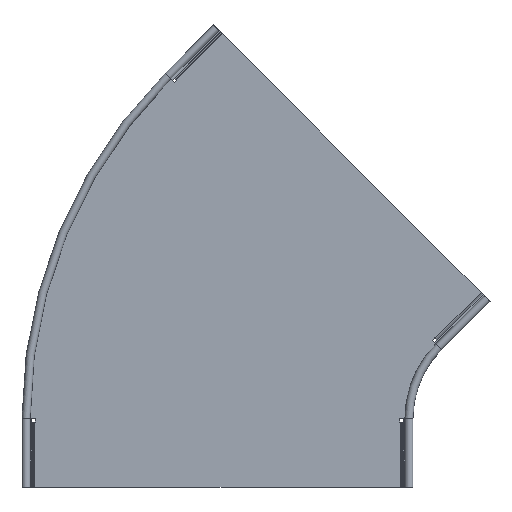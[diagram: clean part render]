
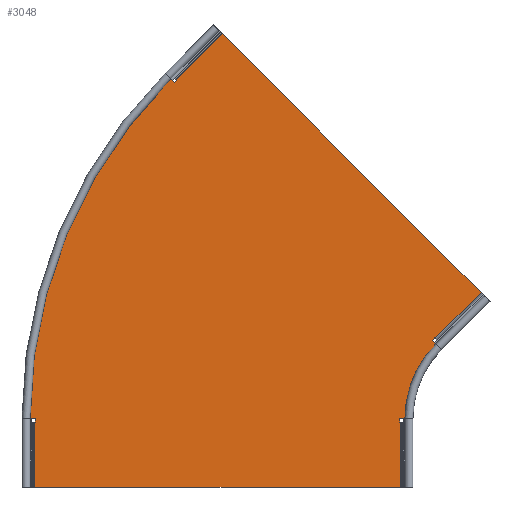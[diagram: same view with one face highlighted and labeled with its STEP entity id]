
A CAD part, top view. The second image highlights one B-rep face of the part: STEP entity #3048.
In plain terms, the highlighted planar face has unit normal (0, 0, 1).
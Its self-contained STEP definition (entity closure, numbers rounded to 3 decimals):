
#1953=DIRECTION('',(0.,1.,0.));
#1954=VECTOR('',#1953,100.);
#1955=CARTESIAN_POINT('',(280.55,0.,0.));
#1956=LINE('',#1955,#1954);
#1961=DIRECTION('',(-1.,0.,0.));
#1962=VECTOR('',#1961,1.051);
#1963=CARTESIAN_POINT('',(-279.499,100.,0.));
#1964=LINE('',#1963,#1962);
#1965=DIRECTION('',(0.,-1.,0.));
#1966=VECTOR('',#1965,5.);
#1967=CARTESIAN_POINT('',(-279.499,105.,0.));
#1968=LINE('',#1967,#1966);
#1969=CARTESIAN_POINT('',(450.,105.,0.));
#1970=DIRECTION('',(0.,0.,1.));
#1971=DIRECTION('',(-0.707,0.707,0.));
#1972=AXIS2_PLACEMENT_3D('',#1969,#1970,#1971);
#1974=DIRECTION('',(-0.707,0.707,0.));
#1975=VECTOR('',#1974,18.001);
#1976=CARTESIAN_POINT('',(-65.834,620.834,0.));
#1977=LINE('',#1976,#1975);
#1978=DIRECTION('',(-0.707,-0.707,0.));
#1979=VECTOR('',#1978,5.);
#1980=CARTESIAN_POINT('',(-62.298,624.369,0.));
#1981=LINE('',#1980,#1979);
#1982=DIRECTION('',(0.707,-0.707,0.));
#1983=VECTOR('',#1982,1.051);
#1984=CARTESIAN_POINT('',(-63.041,625.112,0.));
#1985=LINE('',#1984,#1983);
#1986=DIRECTION('',(-0.707,0.707,0.));
#1987=VECTOR('',#1986,561.1);
#1988=CARTESIAN_POINT('',(404.427,299.065,0.));
#1989=LINE('',#1988,#1987);
#1990=DIRECTION('',(0.707,-0.707,0.));
#1991=VECTOR('',#1990,1.051);
#1992=CARTESIAN_POINT('',(332.973,229.098,0.));
#1993=LINE('',#1992,#1991);
#1994=DIRECTION('',(0.707,0.707,0.));
#1995=VECTOR('',#1994,5.);
#1996=CARTESIAN_POINT('',(329.437,225.563,0.));
#1997=LINE('',#1996,#1995);
#1998=DIRECTION('',(-0.707,0.707,0.));
#1999=VECTOR('',#1998,18.001);
#2000=CARTESIAN_POINT('',(342.166,212.834,0.));
#2001=LINE('',#2000,#1999);
#2002=CARTESIAN_POINT('',(450.,105.,0.));
#2003=DIRECTION('',(0.,0.,-1.));
#2004=DIRECTION('',(-1.,0.,0.));
#2005=AXIS2_PLACEMENT_3D('',#2002,#2003,#2004);
#2007=DIRECTION('',(0.,1.,0.));
#2008=VECTOR('',#2007,5.);
#2009=CARTESIAN_POINT('',(279.499,100.,0.));
#2010=LINE('',#2009,#2008);
#2011=DIRECTION('',(-1.,0.,0.));
#2012=VECTOR('',#2011,1.051);
#2013=CARTESIAN_POINT('',(280.55,100.,0.));
#2014=LINE('',#2013,#2012);
#2015=DIRECTION('',(-1.,0.,0.));
#2016=VECTOR('',#2015,561.1);
#2017=CARTESIAN_POINT('',(280.55,0.,0.));
#2018=LINE('',#2017,#2016);
#2207=DIRECTION('',(-1.,0.,0.));
#2208=VECTOR('',#2207,18.001);
#2209=CARTESIAN_POINT('',(297.5,105.,0.));
#2210=LINE('',#2209,#2208);
#2245=DIRECTION('',(0.707,0.707,0.));
#2246=VECTOR('',#2245,100.);
#2247=CARTESIAN_POINT('',(333.716,228.355,0.));
#2248=LINE('',#2247,#2246);
#2289=DIRECTION('',(-0.707,-0.707,0.));
#2290=VECTOR('',#2289,100.);
#2291=CARTESIAN_POINT('',(7.669,695.823,0.));
#2292=LINE('',#2291,#2290);
#2331=DIRECTION('',(-1.,0.,0.));
#2332=VECTOR('',#2331,18.001);
#2333=CARTESIAN_POINT('',(-279.499,105.,0.));
#2334=LINE('',#2333,#2332);
#2369=DIRECTION('',(0.,-1.,0.));
#2370=VECTOR('',#2369,100.);
#2371=CARTESIAN_POINT('',(-280.55,100.,0.));
#2372=LINE('',#2371,#2370);
#2763=CARTESIAN_POINT('',(-65.834,620.834,0.));
#2764=CARTESIAN_POINT('',(-78.562,633.562,0.));
#2765=VERTEX_POINT('',#2763);
#2766=VERTEX_POINT('',#2764);
#2767=CARTESIAN_POINT('',(-297.5,105.,0.));
#2768=VERTEX_POINT('',#2767);
#2769=CARTESIAN_POINT('',(-279.499,105.,0.));
#2770=VERTEX_POINT('',#2769);
#2771=CARTESIAN_POINT('',(-279.499,100.,0.));
#2772=VERTEX_POINT('',#2771);
#2773=CARTESIAN_POINT('',(-280.55,100.,0.));
#2774=VERTEX_POINT('',#2773);
#2775=CARTESIAN_POINT('',(280.55,0.,0.));
#2776=CARTESIAN_POINT('',(-280.55,0.,0.));
#2777=VERTEX_POINT('',#2775);
#2778=VERTEX_POINT('',#2776);
#2779=CARTESIAN_POINT('',(280.55,100.,0.));
#2780=CARTESIAN_POINT('',(279.499,100.,0.));
#2781=VERTEX_POINT('',#2779);
#2782=VERTEX_POINT('',#2780);
#2783=CARTESIAN_POINT('',(279.499,105.,0.));
#2784=VERTEX_POINT('',#2783);
#2785=CARTESIAN_POINT('',(297.5,105.,0.));
#2786=VERTEX_POINT('',#2785);
#2787=CARTESIAN_POINT('',(342.166,212.834,0.));
#2788=VERTEX_POINT('',#2787);
#2789=CARTESIAN_POINT('',(329.437,225.563,0.));
#2790=VERTEX_POINT('',#2789);
#2791=CARTESIAN_POINT('',(332.973,229.098,0.));
#2792=VERTEX_POINT('',#2791);
#2793=CARTESIAN_POINT('',(333.716,228.355,0.));
#2794=VERTEX_POINT('',#2793);
#2795=CARTESIAN_POINT('',(404.427,299.065,0.));
#2796=CARTESIAN_POINT('',(7.669,695.823,0.));
#2797=VERTEX_POINT('',#2795);
#2798=VERTEX_POINT('',#2796);
#2799=CARTESIAN_POINT('',(-63.041,625.112,0.));
#2800=CARTESIAN_POINT('',(-62.298,624.369,0.));
#2801=VERTEX_POINT('',#2799);
#2802=VERTEX_POINT('',#2800);
#3002=CARTESIAN_POINT('',(450.,105.,0.));
#3003=DIRECTION('',(0.,0.,-1.));
#3004=DIRECTION('',(-1.,0.,0.));
#3005=AXIS2_PLACEMENT_3D('',#3002,#3003,#3004);
#3006=PLANE('',#3005);
#3007=ORIENTED_EDGE('',*,*,#2993,.F.);
#3009=ORIENTED_EDGE('',*,*,#3008,.T.);
#3011=ORIENTED_EDGE('',*,*,#3010,.F.);
#3013=ORIENTED_EDGE('',*,*,#3012,.F.);
#3015=ORIENTED_EDGE('',*,*,#3014,.F.);
#3017=ORIENTED_EDGE('',*,*,#3016,.T.);
#3019=ORIENTED_EDGE('',*,*,#3018,.F.);
#3021=ORIENTED_EDGE('',*,*,#3020,.F.);
#3023=ORIENTED_EDGE('',*,*,#3022,.F.);
#3025=ORIENTED_EDGE('',*,*,#3024,.F.);
#3027=ORIENTED_EDGE('',*,*,#3026,.F.);
#3029=ORIENTED_EDGE('',*,*,#3028,.F.);
#3031=ORIENTED_EDGE('',*,*,#3030,.F.);
#3033=ORIENTED_EDGE('',*,*,#3032,.F.);
#3035=ORIENTED_EDGE('',*,*,#3034,.F.);
#3037=ORIENTED_EDGE('',*,*,#3036,.F.);
#3039=ORIENTED_EDGE('',*,*,#3038,.F.);
#3041=ORIENTED_EDGE('',*,*,#3040,.T.);
#3043=ORIENTED_EDGE('',*,*,#3042,.F.);
#3045=ORIENTED_EDGE('',*,*,#3044,.F.);
#3046=EDGE_LOOP('',(#3007,#3009,#3011,#3013,#3015,#3017,#3019,#3021,#3023,#3025,
#3027,#3029,#3031,#3033,#3035,#3037,#3039,#3041,#3043,#3045));
#3047=FACE_OUTER_BOUND('',#3046,.F.);
#3048=ADVANCED_FACE('',(#3047),#3006,.F.);
#1973=CIRCLE('',#1972,747.5);
#2006=CIRCLE('',#2005,152.5);
#2993=EDGE_CURVE('',#2777,#2781,#1956,.T.);
#3008=EDGE_CURVE('',#2777,#2778,#2018,.T.);
#3010=EDGE_CURVE('',#2774,#2778,#2372,.T.);
#3012=EDGE_CURVE('',#2772,#2774,#1964,.T.);
#3014=EDGE_CURVE('',#2770,#2772,#1968,.T.);
#3016=EDGE_CURVE('',#2770,#2768,#2334,.T.);
#3018=EDGE_CURVE('',#2766,#2768,#1973,.T.);
#3020=EDGE_CURVE('',#2765,#2766,#1977,.T.);
#3022=EDGE_CURVE('',#2802,#2765,#1981,.T.);
#3024=EDGE_CURVE('',#2801,#2802,#1985,.T.);
#3026=EDGE_CURVE('',#2798,#2801,#2292,.T.);
#3028=EDGE_CURVE('',#2797,#2798,#1989,.T.);
#3030=EDGE_CURVE('',#2794,#2797,#2248,.T.);
#3032=EDGE_CURVE('',#2792,#2794,#1993,.T.);
#3034=EDGE_CURVE('',#2790,#2792,#1997,.T.);
#3036=EDGE_CURVE('',#2788,#2790,#2001,.T.);
#3038=EDGE_CURVE('',#2786,#2788,#2006,.T.);
#3040=EDGE_CURVE('',#2786,#2784,#2210,.T.);
#3042=EDGE_CURVE('',#2782,#2784,#2010,.T.);
#3044=EDGE_CURVE('',#2781,#2782,#2014,.T.);
